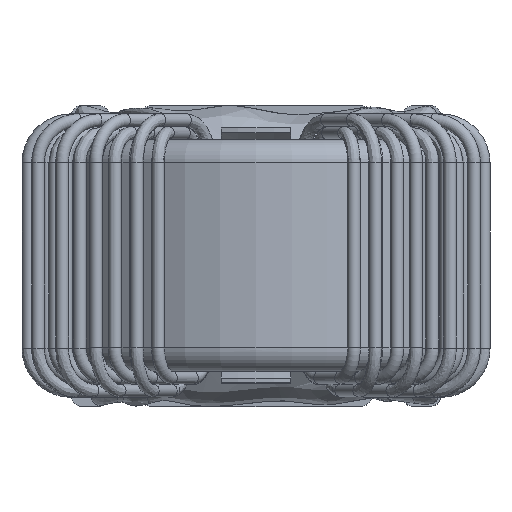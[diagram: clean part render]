
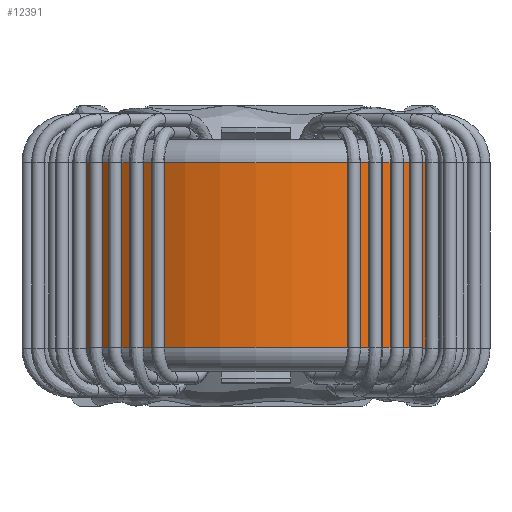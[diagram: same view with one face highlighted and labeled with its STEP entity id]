
A CAD part, top view. The second image highlights one B-rep face of the part: STEP entity #12391.
In plain terms, the highlighted cylindrical face has radius 9 mm (diameter 18 mm), a full revolution.
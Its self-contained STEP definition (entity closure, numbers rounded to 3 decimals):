
#2525=ORIENTED_EDGE('',*,*,#3735,.T.);
#2526=ORIENTED_EDGE('',*,*,#3736,.T.);
#3735=EDGE_CURVE('',#4529,#4529,#5080,.T.);
#3736=EDGE_CURVE('',#4530,#4530,#5081,.F.);
#4529=VERTEX_POINT('',#36985);
#4530=VERTEX_POINT('',#36987);
#5080=CIRCLE('',#13329,9.);
#5081=CIRCLE('',#13330,9.);
#5955=EDGE_LOOP('',(#2525));
#5956=EDGE_LOOP('',(#2526));
#7070=FACE_BOUND('',#5955,.T.);
#7071=FACE_BOUND('',#5956,.T.);
#7717=CYLINDRICAL_SURFACE('',#13328,9.);
#12391=ADVANCED_FACE('',(#7070,#7071),#7717,.T.);
#13328=AXIS2_PLACEMENT_3D('',#36983,#15310,#15311);
#13329=AXIS2_PLACEMENT_3D('',#36984,#15312,#15313);
#13330=AXIS2_PLACEMENT_3D('',#36986,#15314,#15315);
#15310=DIRECTION('',(0.,1.,0.));
#15311=DIRECTION('',(0.,0.,1.));
#15312=DIRECTION('',(0.,1.,0.));
#15313=DIRECTION('',(0.,0.,1.));
#15314=DIRECTION('',(0.,1.,0.));
#15315=DIRECTION('',(0.,0.,1.));
#36983=CARTESIAN_POINT('',(0.,-5.,9.1));
#36984=CARTESIAN_POINT('',(0.,-4.,9.1));
#36985=CARTESIAN_POINT('',(0.,-4.,18.1));
#36986=CARTESIAN_POINT('',(0.,4.,9.1));
#36987=CARTESIAN_POINT('',(0.,4.,18.1));
